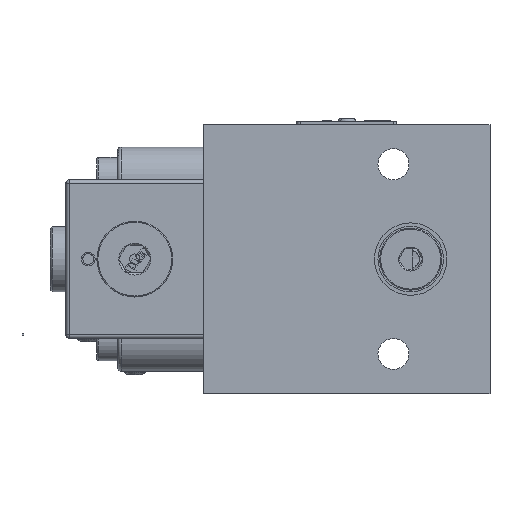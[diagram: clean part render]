
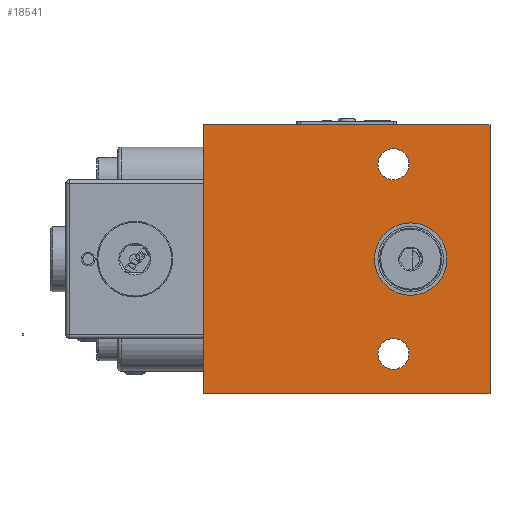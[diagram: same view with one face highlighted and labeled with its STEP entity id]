
A CAD part, left-side view. The second image highlights one B-rep face of the part: STEP entity #18541.
In plain terms, the highlighted planar face has unit normal (-1, 0, 0).
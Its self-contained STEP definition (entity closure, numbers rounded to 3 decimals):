
#800 = LINE ( 'NONE', #10467, #15161 ) ;
#874 = CARTESIAN_POINT ( 'NONE',  ( -84.445, -28.557, -39.9 ) ) ;
#1562 = CARTESIAN_POINT ( 'NONE',  ( -84.445, 54.443, -39.9 ) ) ;
#1637 = CARTESIAN_POINT ( 'NONE',  ( -84.445, 54.443, 38.1 ) ) ;
#3098 = CARTESIAN_POINT ( 'NONE',  ( -84.445, 54.443, -39.9 ) ) ;
#3230 = DIRECTION ( 'NONE',  ( -1., 0., 0. ) ) ;
#3352 = FACE_OUTER_BOUND ( 'NONE', #15496, .T. ) ;
#3610 = VERTEX_POINT ( 'NONE', #8251 ) ;
#3865 = DIRECTION ( 'NONE',  ( 1., 0., 0. ) ) ;
#4267 = ORIENTED_EDGE ( 'NONE', *, *, #11585, .F. ) ;
#4306 = CIRCLE ( 'NONE', #8359, 4.5 ) ;
#4426 = ORIENTED_EDGE ( 'NONE', *, *, #26123, .T. ) ;
#4752 = EDGE_CURVE ( 'NONE', #15722, #19174, #9241, .T. ) ;
#5511 = CARTESIAN_POINT ( 'NONE',  ( -84.445, -0.557, -32.9 ) ) ;
#5756 = DIRECTION ( 'NONE',  ( 0., 0., -1. ) ) ;
#5766 = CIRCLE ( 'NONE', #11295, 10.5 ) ;
#5847 = FACE_BOUND ( 'NONE', #28308, .T. ) ;
#6419 = DIRECTION ( 'NONE',  ( 0., 0., 1. ) ) ;
#6585 = VERTEX_POINT ( 'NONE', #24252 ) ;
#6629 = CARTESIAN_POINT ( 'NONE',  ( -84.445, -5.557, -0.9 ) ) ;
#7194 = ORIENTED_EDGE ( 'NONE', *, *, #19546, .F. ) ;
#7422 = DIRECTION ( 'NONE',  ( 0., -1., 0. ) ) ;
#8019 = DIRECTION ( 'NONE',  ( -1., 0., 0. ) ) ;
#8144 = DIRECTION ( 'NONE',  ( 0., 0., 1. ) ) ;
#8251 = CARTESIAN_POINT ( 'NONE',  ( -84.445, -5.557, 9.6 ) ) ;
#8359 = AXIS2_PLACEMENT_3D ( 'NONE', #15757, #24885, #6419 ) ;
#9103 = AXIS2_PLACEMENT_3D ( 'NONE', #12584, #3230, #8144 ) ;
#9241 = CIRCLE ( 'NONE', #21243, 4.5 ) ;
#9345 = CARTESIAN_POINT ( 'NONE',  ( -84.445, -0.557, 22.1 ) ) ;
#9499 = CIRCLE ( 'NONE', #25330, 4.5 ) ;
#10227 = DIRECTION ( 'NONE',  ( -1., 0., 0. ) ) ;
#10467 = CARTESIAN_POINT ( 'NONE',  ( -84.445, 54.443, 38.1 ) ) ;
#10935 = VECTOR ( 'NONE', #12114, 1000. ) ;
#11295 = AXIS2_PLACEMENT_3D ( 'NONE', #6629, #13571, #11656 ) ;
#11413 = VERTEX_POINT ( 'NONE', #9345 ) ;
#11585 = EDGE_CURVE ( 'NONE', #6585, #11413, #15469, .T. ) ;
#11650 = CARTESIAN_POINT ( 'NONE',  ( -84.445, -5.557, -11.4 ) ) ;
#11656 = DIRECTION ( 'NONE',  ( 0., 0., 1. ) ) ;
#12114 = DIRECTION ( 'NONE',  ( 0., 0., 1. ) ) ;
#12210 = ORIENTED_EDGE ( 'NONE', *, *, #23966, .F. ) ;
#12542 = VERTEX_POINT ( 'NONE', #29268 ) ;
#12584 = CARTESIAN_POINT ( 'NONE',  ( -84.445, -0.557, 26.6 ) ) ;
#13195 = VECTOR ( 'NONE', #28263, 1000. ) ;
#13320 = VECTOR ( 'NONE', #7422, 1000. ) ;
#13571 = DIRECTION ( 'NONE',  ( -1., 0., 0. ) ) ;
#13612 = VERTEX_POINT ( 'NONE', #1637 ) ;
#13986 = EDGE_CURVE ( 'NONE', #11413, #6585, #4306, .T. ) ;
#14283 = CARTESIAN_POINT ( 'NONE',  ( -84.445, 54.443, -39.9 ) ) ;
#14478 = FACE_BOUND ( 'NONE', #23708, .T. ) ;
#14754 = LINE ( 'NONE', #3098, #13320 ) ;
#15158 = ORIENTED_EDGE ( 'NONE', *, *, #29340, .T. ) ;
#15161 = VECTOR ( 'NONE', #28758, 1000. ) ;
#15211 = EDGE_CURVE ( 'NONE', #3610, #22544, #26783, .T. ) ;
#15368 = VERTEX_POINT ( 'NONE', #26567 ) ;
#15469 = CIRCLE ( 'NONE', #9103, 4.5 ) ;
#15496 = EDGE_LOOP ( 'NONE', ( #4426, #7194, #12210, #15158 ) ) ;
#15722 = VERTEX_POINT ( 'NONE', #5511 ) ;
#15757 = CARTESIAN_POINT ( 'NONE',  ( -84.445, -0.557, 26.6 ) ) ;
#16805 = EDGE_CURVE ( 'NONE', #19174, #15722, #9499, .T. ) ;
#17858 = ORIENTED_EDGE ( 'NONE', *, *, #13986, .F. ) ;
#18541 = ADVANCED_FACE ( 'NONE', ( #14478, #5847, #3352, #22706 ), #19483, .F. ) ;
#19075 = ORIENTED_EDGE ( 'NONE', *, *, #16805, .F. ) ;
#19174 = VERTEX_POINT ( 'NONE', #26886 ) ;
#19316 = AXIS2_PLACEMENT_3D ( 'NONE', #26869, #24732, #19794 ) ;
#19483 = PLANE ( 'NONE',  #21851 ) ;
#19546 = EDGE_CURVE ( 'NONE', #13612, #15368, #800, .T. ) ;
#19794 = DIRECTION ( 'NONE',  ( 0., 0., 1. ) ) ;
#21243 = AXIS2_PLACEMENT_3D ( 'NONE', #21905, #10227, #24028 ) ;
#21731 = CARTESIAN_POINT ( 'NONE',  ( -84.445, -0.557, -28.4 ) ) ;
#21851 = AXIS2_PLACEMENT_3D ( 'NONE', #1562, #3865, #5756 ) ;
#21905 = CARTESIAN_POINT ( 'NONE',  ( -84.445, -0.557, -28.4 ) ) ;
#22544 = VERTEX_POINT ( 'NONE', #11650 ) ;
#22706 = FACE_BOUND ( 'NONE', #25464, .T. ) ;
#22849 = CARTESIAN_POINT ( 'NONE',  ( -84.445, 54.443, -39.9 ) ) ;
#23106 = LINE ( 'NONE', #874, #10935 ) ;
#23708 = EDGE_LOOP ( 'NONE', ( #4267, #17858 ) ) ;
#23966 = EDGE_CURVE ( 'NONE', #29271, #13612, #24643, .T. ) ;
#24028 = DIRECTION ( 'NONE',  ( 0., 0., 1. ) ) ;
#24042 = DIRECTION ( 'NONE',  ( 0., 0., 1. ) ) ;
#24252 = CARTESIAN_POINT ( 'NONE',  ( -84.445, -0.557, 31.1 ) ) ;
#24643 = LINE ( 'NONE', #14283, #13195 ) ;
#24732 = DIRECTION ( 'NONE',  ( -1., 0., 0. ) ) ;
#24885 = DIRECTION ( 'NONE',  ( -1., 0., 0. ) ) ;
#25061 = ORIENTED_EDGE ( 'NONE', *, *, #15211, .F. ) ;
#25330 = AXIS2_PLACEMENT_3D ( 'NONE', #21731, #8019, #24042 ) ;
#25464 = EDGE_LOOP ( 'NONE', ( #19075, #28421 ) ) ;
#26123 = EDGE_CURVE ( 'NONE', #12542, #15368, #23106, .T. ) ;
#26567 = CARTESIAN_POINT ( 'NONE',  ( -84.445, -28.557, 38.1 ) ) ;
#26783 = CIRCLE ( 'NONE', #19316, 10.5 ) ;
#26869 = CARTESIAN_POINT ( 'NONE',  ( -84.445, -5.557, -0.9 ) ) ;
#26886 = CARTESIAN_POINT ( 'NONE',  ( -84.445, -0.557, -23.9 ) ) ;
#28263 = DIRECTION ( 'NONE',  ( 0., 0., 1. ) ) ;
#28308 = EDGE_LOOP ( 'NONE', ( #25061, #29616 ) ) ;
#28421 = ORIENTED_EDGE ( 'NONE', *, *, #4752, .F. ) ;
#28758 = DIRECTION ( 'NONE',  ( 0., -1., 0. ) ) ;
#29155 = EDGE_CURVE ( 'NONE', #22544, #3610, #5766, .T. ) ;
#29268 = CARTESIAN_POINT ( 'NONE',  ( -84.445, -28.557, -39.9 ) ) ;
#29271 = VERTEX_POINT ( 'NONE', #22849 ) ;
#29340 = EDGE_CURVE ( 'NONE', #29271, #12542, #14754, .T. ) ;
#29616 = ORIENTED_EDGE ( 'NONE', *, *, #29155, .F. ) ;
